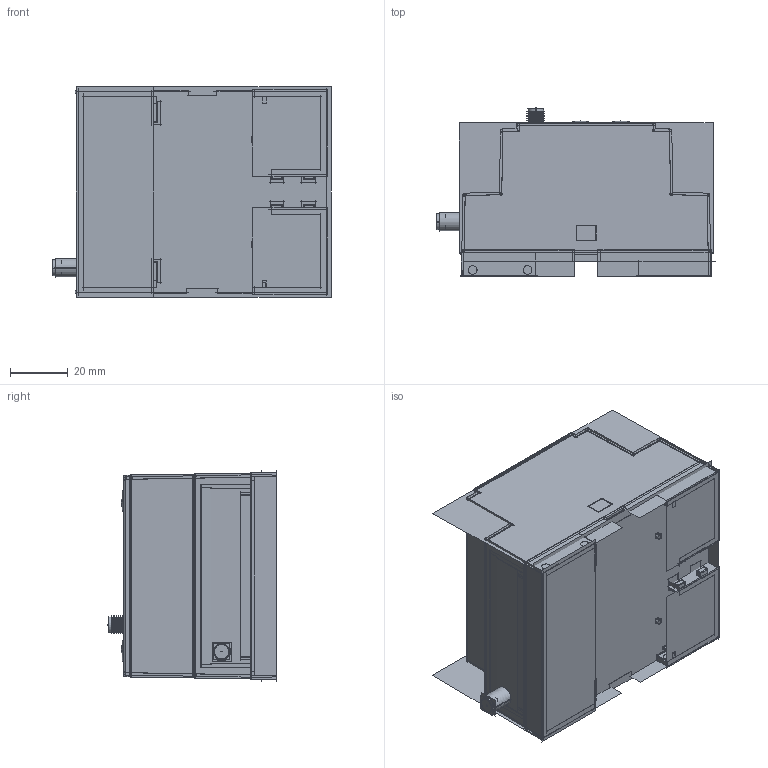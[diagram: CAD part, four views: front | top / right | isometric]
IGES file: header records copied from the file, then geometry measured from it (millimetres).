
Start section:  PTC IGES file: 208322_sm01.igs
Global section: file name: 208322_sm01.igs; native system: Creo Parametric by PTC Inc.; preprocessor: 2019292; author: PDMAdmin; organization: Unknown; date: 20221024.094709; units: millimetre
Bounding box: 96.3 x 58.5 x 72.73 mm (x, y, z)
Volume: 233772.3 mm3; surface area: 181028.8 mm2
Topology: 1 solids, 1 shells, 1472 faces, 7195 edges, 8844 vertices
Faces by surface type: bspline 974, revolution 498
